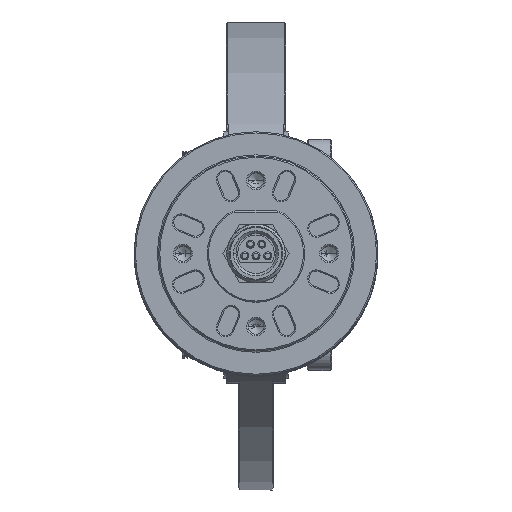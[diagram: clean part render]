
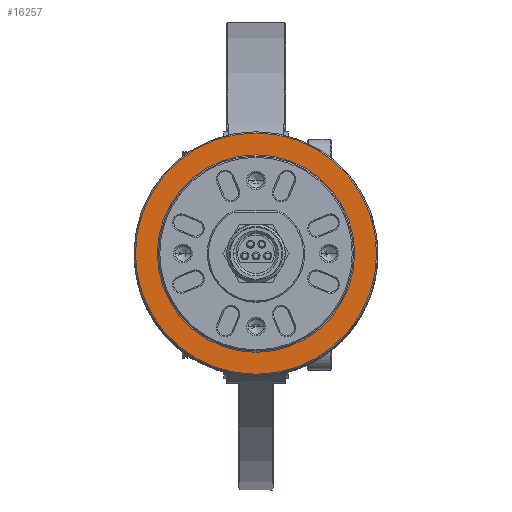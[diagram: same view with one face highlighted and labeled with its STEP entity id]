
A CAD part, top view. The second image highlights one B-rep face of the part: STEP entity #16257.
In plain terms, the highlighted face is planar.
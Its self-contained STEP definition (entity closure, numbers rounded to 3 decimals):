
#434 = DIRECTION ( 'NONE',  ( 1., 0., 0. ) ) ;
#870 = FACE_BOUND ( 'NONE', #21032, .T. ) ;
#1500 = CIRCLE ( 'NONE', #10296, 16.2 ) ;
#2356 = DIRECTION ( 'NONE',  ( 1., 0., 0. ) ) ;
#3012 = VERTEX_POINT ( 'NONE', #9837 ) ;
#4513 = AXIS2_PLACEMENT_3D ( 'NONE', #11019, #19867, #2356 ) ;
#6879 = CARTESIAN_POINT ( 'NONE',  ( -19.8, 0., -0.2 ) ) ;
#7805 = DIRECTION ( 'NONE',  ( 0., 0., 1. ) ) ;
#8533 = CARTESIAN_POINT ( 'NONE',  ( 0., 0., -0.2 ) ) ;
#9837 = CARTESIAN_POINT ( 'NONE',  ( 16.2, 0., -0.2 ) ) ;
#10296 = AXIS2_PLACEMENT_3D ( 'NONE', #8533, #28986, #11430 ) ;
#11019 = CARTESIAN_POINT ( 'NONE',  ( 0., 20., -0.2 ) ) ;
#11430 = DIRECTION ( 'NONE',  ( 1., 0., 0. ) ) ;
#11624 = EDGE_CURVE ( 'NONE', #13797, #19597, #28099, .T. ) ;
#13731 = CARTESIAN_POINT ( 'NONE',  ( 19.8, 0., -0.2 ) ) ;
#13797 = VERTEX_POINT ( 'NONE', #6879 ) ;
#14149 = CARTESIAN_POINT ( 'NONE',  ( 0., 0., -0.2 ) ) ;
#14783 = ORIENTED_EDGE ( 'NONE', *, *, #11624, .T. ) ;
#15060 = EDGE_CURVE ( 'NONE', #19597, #13797, #33903, .T. ) ;
#16257 = ADVANCED_FACE ( 'NONE', ( #870, #24200 ), #34356, .F. ) ;
#17118 = DIRECTION ( 'NONE',  ( 1., 0., 0. ) ) ;
#17921 = DIRECTION ( 'NONE',  ( 0., 0., -1. ) ) ;
#18870 = ORIENTED_EDGE ( 'NONE', *, *, #15060, .T. ) ;
#19147 = ORIENTED_EDGE ( 'NONE', *, *, #20649, .T. ) ;
#19597 = VERTEX_POINT ( 'NONE', #13731 ) ;
#19867 = DIRECTION ( 'NONE',  ( 0., 0., 1. ) ) ;
#20649 = EDGE_CURVE ( 'NONE', #3012, #27803, #1500, .T. ) ;
#21032 = EDGE_LOOP ( 'NONE', ( #19147, #33928 ) ) ;
#24200 = FACE_OUTER_BOUND ( 'NONE', #31167, .T. ) ;
#25344 = CARTESIAN_POINT ( 'NONE',  ( 0., 0., -0.2 ) ) ;
#25821 = AXIS2_PLACEMENT_3D ( 'NONE', #14149, #34686, #17118 ) ;
#26215 = AXIS2_PLACEMENT_3D ( 'NONE', #35532, #17921, #434 ) ;
#26722 = CARTESIAN_POINT ( 'NONE',  ( -16.2, 0., -0.2 ) ) ;
#26726 = CIRCLE ( 'NONE', #34290, 16.2 ) ;
#27803 = VERTEX_POINT ( 'NONE', #26722 ) ;
#28099 = CIRCLE ( 'NONE', #26215, 19.8 ) ;
#28261 = DIRECTION ( 'NONE',  ( 1., 0., 0. ) ) ;
#28986 = DIRECTION ( 'NONE',  ( 0., 0., 1. ) ) ;
#29229 = EDGE_CURVE ( 'NONE', #27803, #3012, #26726, .T. ) ;
#31167 = EDGE_LOOP ( 'NONE', ( #18870, #14783 ) ) ;
#33903 = CIRCLE ( 'NONE', #25821, 19.8 ) ;
#33928 = ORIENTED_EDGE ( 'NONE', *, *, #29229, .T. ) ;
#34290 = AXIS2_PLACEMENT_3D ( 'NONE', #25344, #7805, #28261 ) ;
#34356 = PLANE ( 'NONE',  #4513 ) ;
#34686 = DIRECTION ( 'NONE',  ( 0., 0., -1. ) ) ;
#35532 = CARTESIAN_POINT ( 'NONE',  ( 0., 0., -0.2 ) ) ;
